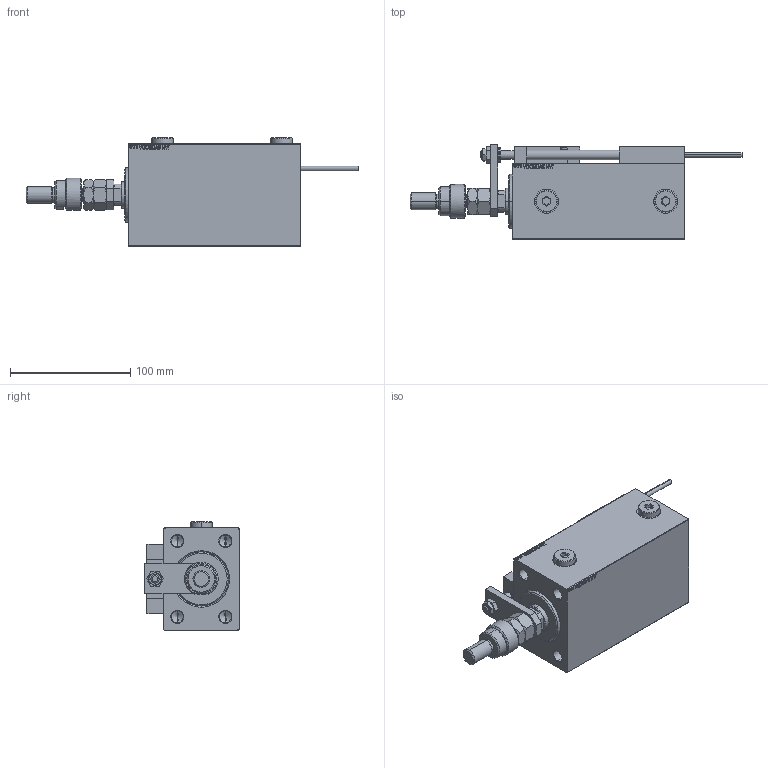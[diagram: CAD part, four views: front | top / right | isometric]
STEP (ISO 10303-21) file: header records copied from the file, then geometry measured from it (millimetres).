
FILE_DESCRIPTION (( 'STEP AP203' ), '1' );
FILE_NAME ('a1f2.STEP', '2024-02-13T02:13:51', ( '' ), ( '' ), 'SwSTEP 2.0', 'SolidWorks 2019', '' );
FILE_SCHEMA (( 'CONFIG_CONTROL_DESIGN' ));
Length unit declared in the file: millimetre
Products named in the file (20): NUT_D12 67f9e8504aed8dfc391c33e5140f6ebb; X_Y_DFA 67f9e8504aed8dfc391c33e5140f6ebb; SWITCH_X_FRONT_BACK 67f9e8504aed8dfc391c33e5140f6ebb; a1f2; ALLEN BOLT D8 67f9e8504aed8dfc391c33e5140f6ebb; KONCOVKA 67f9e8504aed8dfc391c33e5140f6ebb; ALLEN BOLT D5 67f9e8504aed8dfc391c33e5140f6ebb; V450CM_VC_B 67f9e8504aed8dfc391c33e5140f6ebb; SWITCH X 67f9e8504aed8dfc391c33e5140f6ebb; MAGNET 67f9e8504aed8dfc391c33e5140f6ebb; FEMALE_PART_FOR_DFA 67f9e8504aed8dfc391c33e5140f6ebb; Block 67f9e8504aed8dfc391c33e5140f6ebb; ZARAZKA 67f9e8504aed8dfc391c33e5140f6ebb; MFA 67f9e8504aed8dfc391c33e5140f6ebb; SWITCH DIM B,W 67f9e8504aed8dfc391c33e5140f6ebb; V450CM_B_Body 67f9e8504aed8dfc391c33e5140f6ebb; V450CM_B_VCP 67f9e8504aed8dfc391c33e5140f6ebb; NUT_D10 67f9e8504aed8dfc391c33e5140f6ebb; TYC_L79 67f9e8504aed8dfc391c33e5140f6ebb; Zatka_OIL_PORT 67f9e8504aed8dfc391c33e5140f6ebb
Assembly tree (30 placements, depth 3):
  a1f2
    V450CM_B_Body 67f9e8504aed8dfc391c33e5140f6ebb
    V450CM_B_VCP 67f9e8504aed8dfc391c33e5140f6ebb
    SWITCH X 67f9e8504aed8dfc391c33e5140f6ebb
      SWITCH_X_FRONT_BACK 67f9e8504aed8dfc391c33e5140f6ebb  x2
      TYC_L79 67f9e8504aed8dfc391c33e5140f6ebb
      Block 67f9e8504aed8dfc391c33e5140f6ebb  x2
      ALLEN BOLT D5 67f9e8504aed8dfc391c33e5140f6ebb  x4
      ALLEN BOLT D8 67f9e8504aed8dfc391c33e5140f6ebb  x4
      MAGNET 67f9e8504aed8dfc391c33e5140f6ebb  x2
      KONCOVKA 67f9e8504aed8dfc391c33e5140f6ebb  x2
    NUT_D10 67f9e8504aed8dfc391c33e5140f6ebb
    NUT_D12 67f9e8504aed8dfc391c33e5140f6ebb
    SWITCH DIM B,W 67f9e8504aed8dfc391c33e5140f6ebb
    ZARAZKA 67f9e8504aed8dfc391c33e5140f6ebb
    V450CM_VC_B 67f9e8504aed8dfc391c33e5140f6ebb
    X_Y_DFA 67f9e8504aed8dfc391c33e5140f6ebb
      FEMALE_PART_FOR_DFA 67f9e8504aed8dfc391c33e5140f6ebb
      MFA 67f9e8504aed8dfc391c33e5140f6ebb
    Zatka_OIL_PORT 67f9e8504aed8dfc391c33e5140f6ebb  x2
Bounding box: 276 x 78.5 x 89.9 mm (x, y, z)
Volume: 755383.7 mm3; surface area: 133823.3 mm2
Topology: 28 solids, 28 shells, 1457 faces, 3454 edges, 2174 vertices
Faces by surface type: plane 623, bspline 380, cylinder 213, cone 189, torus 48, sphere 4
Entity records: 55333 total; most frequent: CARTESIAN_POINT 27240, ORIENTED_EDGE 5816, DIRECTION 4155, EDGE_CURVE 2908, VERTEX_POINT 1874, VECTOR 1633, LINE 1633, EDGE_LOOP 1354
